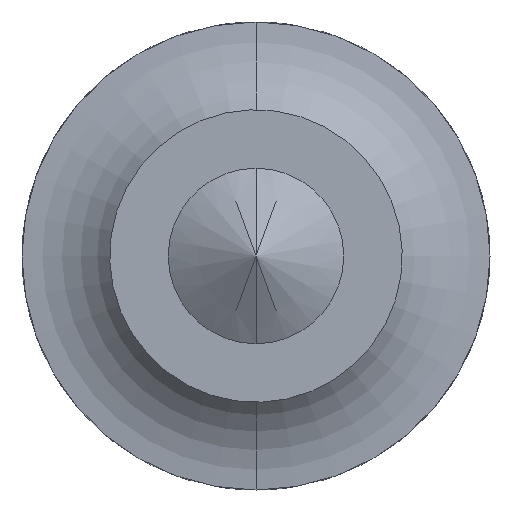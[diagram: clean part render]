
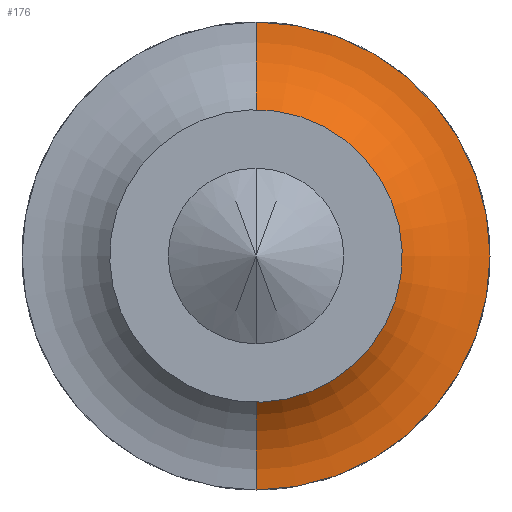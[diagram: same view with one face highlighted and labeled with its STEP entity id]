
A CAD part, front view. The second image highlights one B-rep face of the part: STEP entity #176.
In plain terms, the highlighted toroidal (fillet/blend) face has major radius 8 mm and minor radius 4 mm.
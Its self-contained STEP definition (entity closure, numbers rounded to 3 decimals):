
#38 = VERTEX_POINT ( 'NONE', #384 ) ;
#39 = VERTEX_POINT ( 'NONE', #383 ) ;
#118 = EDGE_CURVE ( 'NONE', #39, #154, #585, .T. ) ;
#151 = EDGE_CURVE ( 'NONE', #38, #152, #487, .T. ) ;
#152 = VERTEX_POINT ( 'NONE', #483 ) ;
#154 = VERTEX_POINT ( 'NONE', #482 ) ;
#162 = EDGE_CURVE ( 'NONE', #154, #152, #460, .T. ) ;
#174 = EDGE_CURVE ( 'NONE', #39, #38, #403, .T. ) ;
#176 = ADVANCED_FACE ( 'NONE', ( #398 ), #395, .F. ) ;
#179 = ORIENTED_EDGE ( 'NONE', *, *, #162, .T. ) ;
#190 = EDGE_LOOP ( 'NONE', ( #191, #365, #279, #179 ) ) ;
#191 = ORIENTED_EDGE ( 'NONE', *, *, #151, .F. ) ;
#279 = ORIENTED_EDGE ( 'NONE', *, *, #118, .T. ) ;
#365 = ORIENTED_EDGE ( 'NONE', *, *, #174, .F. ) ;
#383 = CARTESIAN_POINT ( 'NONE',  ( 0., -9., -4. ) ) ;
#384 = CARTESIAN_POINT ( 'NONE',  ( 0., -9., 4. ) ) ;
#395 = TOROIDAL_SURFACE ( 'NONE', #397, 8., 4. ) ;
#397 = AXIS2_PLACEMENT_3D ( 'NONE', #537, #536, #535 ) ;
#398 = FACE_OUTER_BOUND ( 'NONE', #190, .T. ) ;
#399 = DIRECTION ( 'NONE',  ( 0., 0., -1. ) ) ;
#400 = DIRECTION ( 'NONE',  ( 0., -1., 0. ) ) ;
#401 = CARTESIAN_POINT ( 'NONE',  ( 0., -9., 0. ) ) ;
#402 = AXIS2_PLACEMENT_3D ( 'NONE', #401, #400, #399 ) ;
#403 = CIRCLE ( 'NONE', #402, 4. ) ;
#416 = DIRECTION ( 'NONE',  ( 0., 0., -1. ) ) ;
#417 = DIRECTION ( 'NONE',  ( 0., -1., 0. ) ) ;
#429 = CARTESIAN_POINT ( 'NONE',  ( 0., -9., 8. ) ) ;
#458 = CARTESIAN_POINT ( 'NONE',  ( 0., -5., 0. ) ) ;
#459 = AXIS2_PLACEMENT_3D ( 'NONE', #458, #417, #416 ) ;
#460 = CIRCLE ( 'NONE', #459, 8. ) ;
#482 = CARTESIAN_POINT ( 'NONE',  ( 0., -5., -8. ) ) ;
#483 = CARTESIAN_POINT ( 'NONE',  ( 0., -5., 8. ) ) ;
#484 = DIRECTION ( 'NONE',  ( 0., 0., -1. ) ) ;
#485 = DIRECTION ( 'NONE',  ( 1., 0., 0. ) ) ;
#486 = AXIS2_PLACEMENT_3D ( 'NONE', #429, #485, #484 ) ;
#487 = CIRCLE ( 'NONE', #486, 4. ) ;
#535 = DIRECTION ( 'NONE',  ( 0., 0., -1. ) ) ;
#536 = DIRECTION ( 'NONE',  ( 0., -1., 0. ) ) ;
#537 = CARTESIAN_POINT ( 'NONE',  ( 0., -9., 0. ) ) ;
#581 = DIRECTION ( 'NONE',  ( 0., 0., 1. ) ) ;
#582 = DIRECTION ( 'NONE',  ( -1., 0., 0. ) ) ;
#583 = CARTESIAN_POINT ( 'NONE',  ( 0., -9., -8. ) ) ;
#584 = AXIS2_PLACEMENT_3D ( 'NONE', #583, #582, #581 ) ;
#585 = CIRCLE ( 'NONE', #584, 4. ) ;
